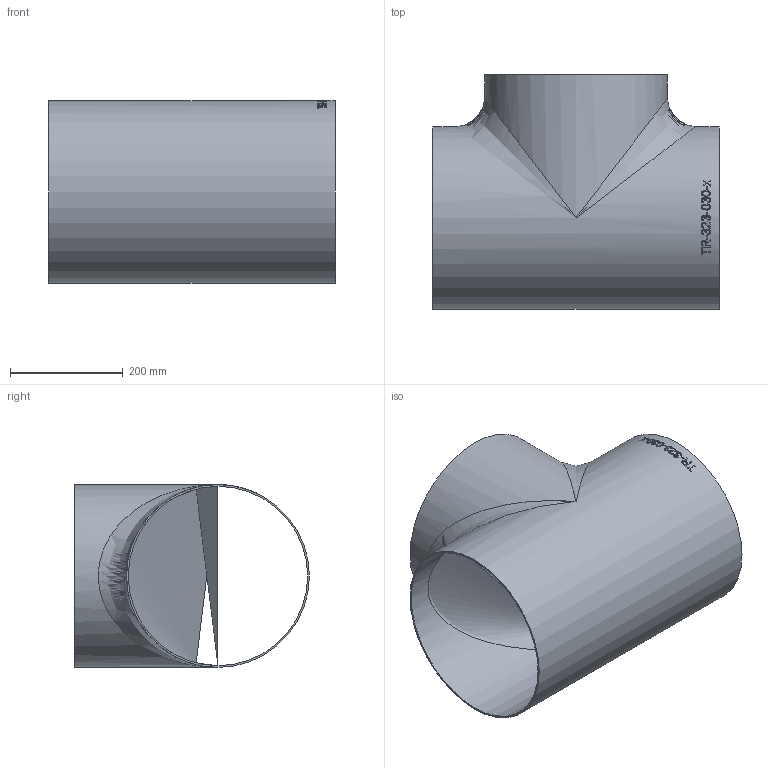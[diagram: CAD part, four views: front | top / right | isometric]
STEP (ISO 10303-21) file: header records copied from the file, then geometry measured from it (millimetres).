
FILE_DESCRIPTION (( 'STEP AP214' ), '1' );
FILE_NAME ('TR-323-030-x T-Stück 323,9x3,0 BL508 1910.STEP', '2019-10-16T13:51:35', ( '' ), ( '' ), 'SwSTEP 2.0', 'SolidWorks 2016', '' );
FILE_SCHEMA (( 'AUTOMOTIVE_DESIGN' ));
Length unit declared in the file: millimetre
Products named in the file (1): TR-323-030-x T-Stück 323,9x3,0 BL508 1910
Bounding box: 508 x 415.95 x 323.9 mm (x, y, z)
Volume: 1666968.4 mm3; surface area: 1119093.7 mm2
Topology: 1 solids, 1 shells, 166 faces, 451 edges, 292 vertices
Faces by surface type: bspline 106, plane 39, cylinder 21
Full cylindrical faces by diameter (mm): 317.9 x2, 323.9 x2
Entity records: 31594 total; most frequent: CARTESIAN_POINT 26777, ORIENTED_EDGE 856, EDGE_CURVE 428, B_SPLINE_CURVE_WITH_KNOTS 314, VERTEX_POINT 286, DIRECTION 274, EDGE_LOOP 188, FACE_OUTER_BOUND 168
